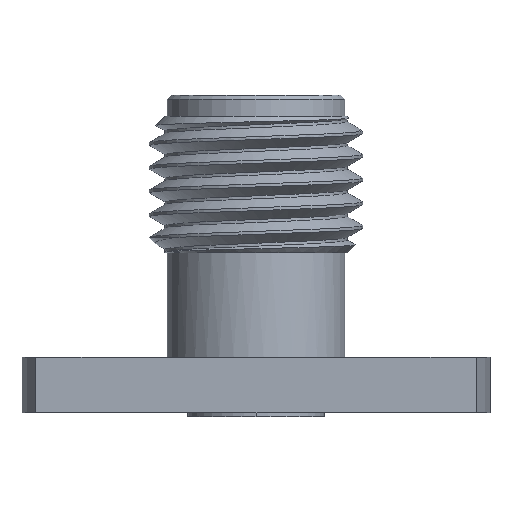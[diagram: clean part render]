
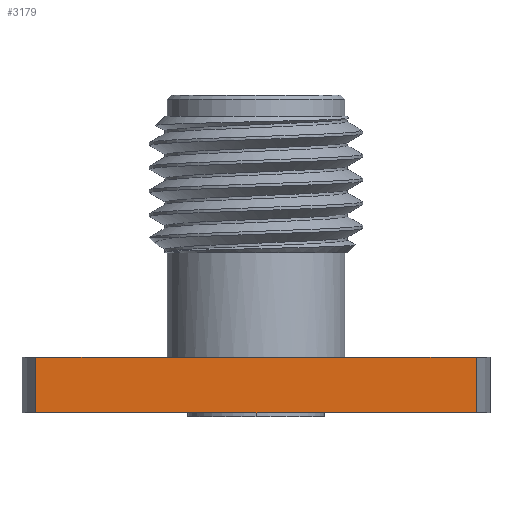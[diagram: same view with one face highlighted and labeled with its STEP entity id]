
A CAD part, left-side view. The second image highlights one B-rep face of the part: STEP entity #3179.
In plain terms, the highlighted planar face has unit normal (-1, 0, 0).
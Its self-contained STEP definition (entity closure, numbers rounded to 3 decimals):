
#5 = CARTESIAN_POINT ( 'NONE',  ( -2.415, -6.554, 0. ) ) ;
#23 = DIRECTION ( 'NONE',  ( 0., -1., 0. ) ) ;
#36 = CARTESIAN_POINT ( 'NONE',  ( -2.415, 6.554, -1.65 ) ) ;
#178 = CARTESIAN_POINT ( 'NONE',  ( -2.415, 6.554, -1.65 ) ) ;
#182 = VECTOR ( 'NONE', #23, 1000. ) ;
#195 = ORIENTED_EDGE ( 'NONE', *, *, #2383, .F. ) ;
#214 = LINE ( 'NONE', #2638, #2109 ) ;
#355 = CARTESIAN_POINT ( 'NONE',  ( -2.415, -1.091, 0. ) ) ;
#446 = FACE_OUTER_BOUND ( 'NONE', #4707, .T. ) ;
#584 = ORIENTED_EDGE ( 'NONE', *, *, #1494, .F. ) ;
#632 = VERTEX_POINT ( 'NONE', #4381 ) ;
#899 = ORIENTED_EDGE ( 'NONE', *, *, #3865, .F. ) ;
#1034 = VECTOR ( 'NONE', #2283, 1000. ) ;
#1114 = LINE ( 'NONE', #1993, #2945 ) ;
#1378 = ORIENTED_EDGE ( 'NONE', *, *, #2777, .T. ) ;
#1494 = EDGE_CURVE ( 'NONE', #2976, #2787, #4667, .T. ) ;
#1521 = ORIENTED_EDGE ( 'NONE', *, *, #3946, .T. ) ;
#1590 = VERTEX_POINT ( 'NONE', #3543 ) ;
#1731 = CARTESIAN_POINT ( 'NONE',  ( -2.415, 6.554, 0. ) ) ;
#1776 = AXIS2_PLACEMENT_3D ( 'NONE', #3646, #2098, #4740 ) ;
#1781 = DIRECTION ( 'NONE',  ( 0., -1., 0. ) ) ;
#1830 = LINE ( 'NONE', #2298, #1034 ) ;
#1897 = ORIENTED_EDGE ( 'NONE', *, *, #3662, .F. ) ;
#1993 = CARTESIAN_POINT ( 'NONE',  ( -2.415, -6.554, -1.65 ) ) ;
#2098 = DIRECTION ( 'NONE',  ( -1., 0., 0. ) ) ;
#2109 = VECTOR ( 'NONE', #4444, 1000. ) ;
#2180 = CARTESIAN_POINT ( 'NONE',  ( -2.415, -6.554, 0. ) ) ;
#2283 = DIRECTION ( 'NONE',  ( 0., -1., 0. ) ) ;
#2298 = CARTESIAN_POINT ( 'NONE',  ( -2.415, -6.554, -1.65 ) ) ;
#2350 = DIRECTION ( 'NONE',  ( 0., 0., 1. ) ) ;
#2383 = EDGE_CURVE ( 'NONE', #632, #3247, #3116, .T. ) ;
#2638 = CARTESIAN_POINT ( 'NONE',  ( -2.415, -6.554, 0. ) ) ;
#2777 = EDGE_CURVE ( 'NONE', #4734, #1590, #1114, .T. ) ;
#2787 = VERTEX_POINT ( 'NONE', #1731 ) ;
#2945 = VECTOR ( 'NONE', #3192, 1000. ) ;
#2976 = VERTEX_POINT ( 'NONE', #36 ) ;
#3116 = LINE ( 'NONE', #5, #182 ) ;
#3136 = PLANE ( 'NONE',  #1776 ) ;
#3179 = ADVANCED_FACE ( 'NONE', ( #446 ), #3136, .T. ) ;
#3192 = DIRECTION ( 'NONE',  ( 0., 0., 1. ) ) ;
#3247 = VERTEX_POINT ( 'NONE', #355 ) ;
#3543 = CARTESIAN_POINT ( 'NONE',  ( -2.415, -6.554, 0. ) ) ;
#3646 = CARTESIAN_POINT ( 'NONE',  ( -2.415, -6.554, -1.65 ) ) ;
#3662 = EDGE_CURVE ( 'NONE', #2787, #632, #3963, .T. ) ;
#3865 = EDGE_CURVE ( 'NONE', #3247, #1590, #214, .T. ) ;
#3946 = EDGE_CURVE ( 'NONE', #2976, #4734, #1830, .T. ) ;
#3963 = LINE ( 'NONE', #2180, #4521 ) ;
#4281 = CARTESIAN_POINT ( 'NONE',  ( -2.415, -6.554, -1.65 ) ) ;
#4381 = CARTESIAN_POINT ( 'NONE',  ( -2.415, 1.091, 0. ) ) ;
#4444 = DIRECTION ( 'NONE',  ( 0., -1., 0. ) ) ;
#4521 = VECTOR ( 'NONE', #1781, 1000. ) ;
#4556 = VECTOR ( 'NONE', #2350, 1000. ) ;
#4667 = LINE ( 'NONE', #178, #4556 ) ;
#4707 = EDGE_LOOP ( 'NONE', ( #1897, #584, #1521, #1378, #899, #195 ) ) ;
#4734 = VERTEX_POINT ( 'NONE', #4281 ) ;
#4740 = DIRECTION ( 'NONE',  ( 0., 0., 1. ) ) ;
